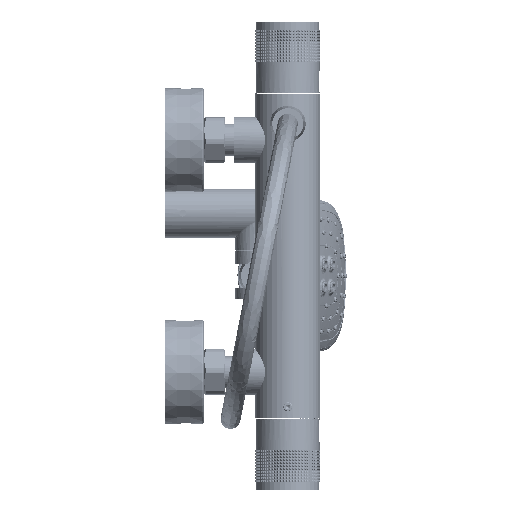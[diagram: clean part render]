
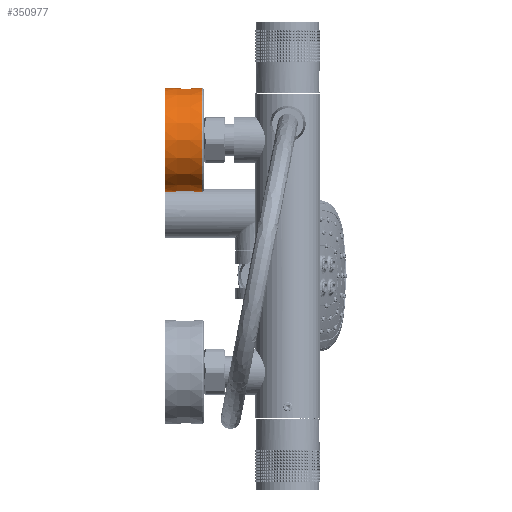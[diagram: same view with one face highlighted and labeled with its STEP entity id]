
A CAD part, front view. The second image highlights one B-rep face of the part: STEP entity #350977.
In plain terms, the highlighted conical face has half-angle 0.344 degrees and reference radius 33.75 mm.
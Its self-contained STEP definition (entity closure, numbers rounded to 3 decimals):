
#4677 = CARTESIAN_POINT ( 'NONE',  ( -79.31, 0., 75. ) ) ;
#15432 = FACE_BOUND ( 'NONE', #39974, .T. ) ;
#27756 = CIRCLE ( 'NONE', #501699, 33.75 ) ;
#39974 = EDGE_LOOP ( 'NONE', ( #164788 ) ) ;
#40046 = ORIENTED_EDGE ( 'NONE', *, *, #288845, .F. ) ;
#54126 = EDGE_CURVE ( 'NONE', #329309, #329309, #455077, .T. ) ;
#73325 = AXIS2_PLACEMENT_3D ( 'NONE', #146396, #280164, #326670 ) ;
#111118 = CARTESIAN_POINT ( 'NONE',  ( -55.295, 31.465, 86.803 ) ) ;
#146396 = CARTESIAN_POINT ( 'NONE',  ( -79.31, 0., 75. ) ) ;
#149811 = CARTESIAN_POINT ( 'NONE',  ( -79.31, -31.6, 63.146 ) ) ;
#164788 = ORIENTED_EDGE ( 'NONE', *, *, #54126, .T. ) ;
#204584 = CONICAL_SURFACE ( 'NONE', #73325, 33.75, 0.006 ) ;
#278021 = DIRECTION ( 'NONE',  ( 0., -0.936, -0.351 ) ) ;
#280164 = DIRECTION ( 'NONE',  ( -1., 0., 0. ) ) ;
#288845 = EDGE_CURVE ( 'NONE', #330094, #330094, #27756, .T. ) ;
#315509 = DIRECTION ( 'NONE',  ( -1., 0., 0. ) ) ;
#326670 = DIRECTION ( 'NONE',  ( 0., -0.936, -0.351 ) ) ;
#329309 = VERTEX_POINT ( 'NONE', #111118 ) ;
#330094 = VERTEX_POINT ( 'NONE', #149811 ) ;
#350977 = ADVANCED_FACE ( 'NONE', ( #15432, #544993 ), #204584, .T. ) ;
#367806 = DIRECTION ( 'NONE',  ( 0., 0.936, 0.351 ) ) ;
#408535 = AXIS2_PLACEMENT_3D ( 'NONE', #408577, #315509, #367806 ) ;
#408577 = CARTESIAN_POINT ( 'NONE',  ( -55.295, 0., 75. ) ) ;
#452666 = DIRECTION ( 'NONE',  ( -1., 0., 0. ) ) ;
#455077 = CIRCLE ( 'NONE', #408535, 33.606 ) ;
#496473 = EDGE_LOOP ( 'NONE', ( #40046 ) ) ;
#501699 = AXIS2_PLACEMENT_3D ( 'NONE', #4677, #452666, #278021 ) ;
#544993 = FACE_OUTER_BOUND ( 'NONE', #496473, .T. ) ;
